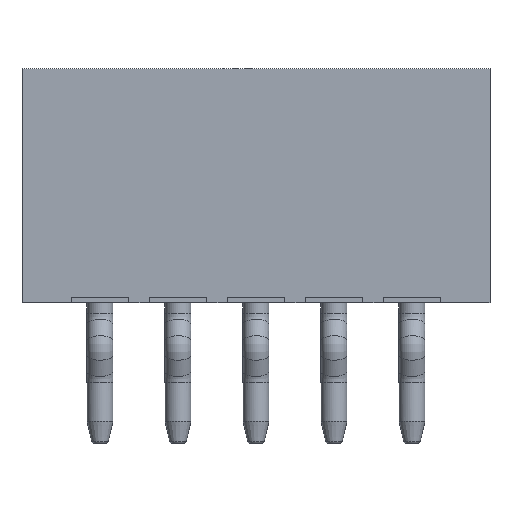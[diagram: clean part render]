
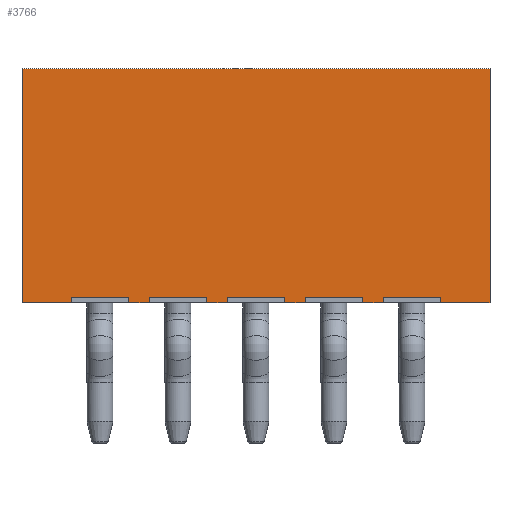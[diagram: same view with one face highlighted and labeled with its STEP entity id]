
A CAD part, front view. The second image highlights one B-rep face of the part: STEP entity #3766.
In plain terms, the highlighted face is planar.
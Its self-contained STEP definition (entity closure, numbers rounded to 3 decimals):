
#640=ORIENTED_EDGE('',*,*,#1254,.T.);
#641=ORIENTED_EDGE('',*,*,#1032,.T.);
#642=ORIENTED_EDGE('',*,*,#1030,.T.);
#643=ORIENTED_EDGE('',*,*,#1027,.T.);
#644=ORIENTED_EDGE('',*,*,#1255,.T.);
#645=ORIENTED_EDGE('',*,*,#1054,.T.);
#646=ORIENTED_EDGE('',*,*,#1052,.T.);
#647=ORIENTED_EDGE('',*,*,#1049,.T.);
#648=ORIENTED_EDGE('',*,*,#1256,.T.);
#649=ORIENTED_EDGE('',*,*,#1076,.T.);
#650=ORIENTED_EDGE('',*,*,#1074,.T.);
#651=ORIENTED_EDGE('',*,*,#1071,.T.);
#652=ORIENTED_EDGE('',*,*,#1257,.T.);
#653=ORIENTED_EDGE('',*,*,#1098,.T.);
#654=ORIENTED_EDGE('',*,*,#1096,.T.);
#655=ORIENTED_EDGE('',*,*,#1093,.T.);
#656=ORIENTED_EDGE('',*,*,#1258,.T.);
#657=ORIENTED_EDGE('',*,*,#1152,.T.);
#658=ORIENTED_EDGE('',*,*,#1150,.T.);
#659=ORIENTED_EDGE('',*,*,#1147,.T.);
#660=ORIENTED_EDGE('',*,*,#1259,.T.);
#661=ORIENTED_EDGE('',*,*,#1235,.F.);
#662=ORIENTED_EDGE('',*,*,#1229,.F.);
#663=ORIENTED_EDGE('',*,*,#1242,.T.);
#1027=EDGE_CURVE('',#1419,#1420,#1711,.T.);
#1030=EDGE_CURVE('',#1421,#1419,#1714,.T.);
#1032=EDGE_CURVE('',#1422,#1421,#1716,.T.);
#1049=EDGE_CURVE('',#1435,#1436,#1733,.T.);
#1052=EDGE_CURVE('',#1437,#1435,#1736,.T.);
#1054=EDGE_CURVE('',#1438,#1437,#1738,.T.);
#1071=EDGE_CURVE('',#1451,#1452,#1755,.T.);
#1074=EDGE_CURVE('',#1453,#1451,#1758,.T.);
#1076=EDGE_CURVE('',#1454,#1453,#1760,.T.);
#1093=EDGE_CURVE('',#1467,#1468,#1777,.T.);
#1096=EDGE_CURVE('',#1469,#1467,#1780,.T.);
#1098=EDGE_CURVE('',#1470,#1469,#1782,.T.);
#1147=EDGE_CURVE('',#1507,#1508,#1831,.T.);
#1150=EDGE_CURVE('',#1509,#1507,#1834,.T.);
#1152=EDGE_CURVE('',#1510,#1509,#1836,.T.);
#1229=EDGE_CURVE('',#1559,#1560,#1913,.T.);
#1235=EDGE_CURVE('',#1560,#1563,#1919,.T.);
#1242=EDGE_CURVE('',#1559,#1566,#1926,.T.);
#1254=EDGE_CURVE('',#1566,#1422,#1933,.T.);
#1255=EDGE_CURVE('',#1420,#1438,#1934,.T.);
#1256=EDGE_CURVE('',#1436,#1454,#1935,.T.);
#1257=EDGE_CURVE('',#1452,#1470,#1936,.T.);
#1258=EDGE_CURVE('',#1468,#1510,#1937,.T.);
#1259=EDGE_CURVE('',#1508,#1563,#1938,.T.);
#1419=VERTEX_POINT('',#4800);
#1420=VERTEX_POINT('',#4801);
#1421=VERTEX_POINT('',#4806);
#1422=VERTEX_POINT('',#4810);
#1435=VERTEX_POINT('',#4846);
#1436=VERTEX_POINT('',#4847);
#1437=VERTEX_POINT('',#4852);
#1438=VERTEX_POINT('',#4856);
#1451=VERTEX_POINT('',#4892);
#1452=VERTEX_POINT('',#4893);
#1453=VERTEX_POINT('',#4898);
#1454=VERTEX_POINT('',#4902);
#1467=VERTEX_POINT('',#4938);
#1468=VERTEX_POINT('',#4939);
#1469=VERTEX_POINT('',#4944);
#1470=VERTEX_POINT('',#4948);
#1507=VERTEX_POINT('',#5050);
#1508=VERTEX_POINT('',#5051);
#1509=VERTEX_POINT('',#5056);
#1510=VERTEX_POINT('',#5060);
#1559=VERTEX_POINT('',#5212);
#1560=VERTEX_POINT('',#5214);
#1563=VERTEX_POINT('',#5226);
#1566=VERTEX_POINT('',#5236);
#1711=LINE('',#4799,#1943);
#1714=LINE('',#4805,#1946);
#1716=LINE('',#4809,#1948);
#1733=LINE('',#4845,#1965);
#1736=LINE('',#4851,#1968);
#1738=LINE('',#4855,#1970);
#1755=LINE('',#4891,#1987);
#1758=LINE('',#4897,#1990);
#1760=LINE('',#4901,#1992);
#1777=LINE('',#4937,#2009);
#1780=LINE('',#4943,#2012);
#1782=LINE('',#4947,#2014);
#1831=LINE('',#5049,#2063);
#1834=LINE('',#5055,#2066);
#1836=LINE('',#5059,#2068);
#1913=LINE('',#5213,#2145);
#1919=LINE('',#5225,#2151);
#1926=LINE('',#5237,#2158);
#1933=LINE('',#5258,#2165);
#1934=LINE('',#5259,#2166);
#1935=LINE('',#5260,#2167);
#1936=LINE('',#5261,#2168);
#1937=LINE('',#5262,#2169);
#1938=LINE('',#5263,#2170);
#1943=VECTOR('',#4088,1000.);
#1946=VECTOR('',#4093,1000.);
#1948=VECTOR('',#4097,1000.);
#1965=VECTOR('',#4126,1000.);
#1968=VECTOR('',#4131,1000.);
#1970=VECTOR('',#4135,1000.);
#1987=VECTOR('',#4164,1000.);
#1990=VECTOR('',#4169,1000.);
#1992=VECTOR('',#4173,1000.);
#2009=VECTOR('',#4202,1000.);
#2012=VECTOR('',#4207,1000.);
#2014=VECTOR('',#4211,1000.);
#2063=VECTOR('',#4292,1000.);
#2066=VECTOR('',#4297,1000.);
#2068=VECTOR('',#4301,1000.);
#2145=VECTOR('',#4432,1000.);
#2151=VECTOR('',#4444,1000.);
#2158=VECTOR('',#4453,1000.);
#2165=VECTOR('',#4478,1000.);
#2166=VECTOR('',#4479,1000.);
#2167=VECTOR('',#4480,1000.);
#2168=VECTOR('',#4481,1000.);
#2169=VECTOR('',#4482,1000.);
#2170=VECTOR('',#4483,1000.);
#2260=EDGE_LOOP('',(#640,#641,#642,#643,#644,#645,#646,#647,#648,#649,#650,
#651,#652,#653,#654,#655,#656,#657,#658,#659,#660,#661,#662,#663));
#2456=FACE_BOUND('',#2260,.T.);
#2643=PLANE('',#3925);
#3766=ADVANCED_FACE('',(#2456),#2643,.T.);
#3925=AXIS2_PLACEMENT_3D('',#5257,#4476,#4477);
#4088=DIRECTION('',(0.,0.,-1.));
#4093=DIRECTION('',(-1.,0.,0.));
#4097=DIRECTION('',(0.,0.,1.));
#4126=DIRECTION('',(0.,0.,-1.));
#4131=DIRECTION('',(-1.,0.,0.));
#4135=DIRECTION('',(0.,0.,1.));
#4164=DIRECTION('',(0.,0.,-1.));
#4169=DIRECTION('',(-1.,0.,0.));
#4173=DIRECTION('',(0.,0.,1.));
#4202=DIRECTION('',(0.,0.,-1.));
#4207=DIRECTION('',(-1.,0.,0.));
#4211=DIRECTION('',(0.,0.,1.));
#4292=DIRECTION('',(0.,0.,-1.));
#4297=DIRECTION('',(-1.,0.,0.));
#4301=DIRECTION('',(0.,0.,1.));
#4432=DIRECTION('',(-1.,0.,0.));
#4444=DIRECTION('',(0.,0.,-1.));
#4453=DIRECTION('',(0.,0.,-1.));
#4476=DIRECTION('',(0.,1.,0.));
#4477=DIRECTION('',(0.,0.,1.));
#4478=DIRECTION('',(-1.,0.,0.));
#4479=DIRECTION('',(-1.,0.,0.));
#4480=DIRECTION('',(-1.,0.,0.));
#4481=DIRECTION('',(-1.,0.,0.));
#4482=DIRECTION('',(-1.,0.,0.));
#4483=DIRECTION('',(-1.,0.,0.));
#4799=CARTESIAN_POINT('',(2.45,1.75,-2.15));
#4800=CARTESIAN_POINT('',(2.45,1.75,-2.15));
#4801=CARTESIAN_POINT('',(2.45,1.75,-2.25));
#4805=CARTESIAN_POINT('',(3.55,1.75,-2.15));
#4806=CARTESIAN_POINT('',(3.55,1.75,-2.15));
#4809=CARTESIAN_POINT('',(3.55,1.75,-2.25));
#4810=CARTESIAN_POINT('',(3.55,1.75,-2.25));
#4845=CARTESIAN_POINT('',(0.95,1.75,-2.15));
#4846=CARTESIAN_POINT('',(0.95,1.75,-2.15));
#4847=CARTESIAN_POINT('',(0.95,1.75,-2.25));
#4851=CARTESIAN_POINT('',(2.05,1.75,-2.15));
#4852=CARTESIAN_POINT('',(2.05,1.75,-2.15));
#4855=CARTESIAN_POINT('',(2.05,1.75,-2.25));
#4856=CARTESIAN_POINT('',(2.05,1.75,-2.25));
#4891=CARTESIAN_POINT('',(-0.55,1.75,-2.15));
#4892=CARTESIAN_POINT('',(-0.55,1.75,-2.15));
#4893=CARTESIAN_POINT('',(-0.55,1.75,-2.25));
#4897=CARTESIAN_POINT('',(0.55,1.75,-2.15));
#4898=CARTESIAN_POINT('',(0.55,1.75,-2.15));
#4901=CARTESIAN_POINT('',(0.55,1.75,-2.25));
#4902=CARTESIAN_POINT('',(0.55,1.75,-2.25));
#4937=CARTESIAN_POINT('',(-2.05,1.75,-2.15));
#4938=CARTESIAN_POINT('',(-2.05,1.75,-2.15));
#4939=CARTESIAN_POINT('',(-2.05,1.75,-2.25));
#4943=CARTESIAN_POINT('',(-0.95,1.75,-2.15));
#4944=CARTESIAN_POINT('',(-0.95,1.75,-2.15));
#4947=CARTESIAN_POINT('',(-0.95,1.75,-2.25));
#4948=CARTESIAN_POINT('',(-0.95,1.75,-2.25));
#5049=CARTESIAN_POINT('',(-3.55,1.75,-2.15));
#5050=CARTESIAN_POINT('',(-3.55,1.75,-2.15));
#5051=CARTESIAN_POINT('',(-3.55,1.75,-2.25));
#5055=CARTESIAN_POINT('',(-2.45,1.75,-2.15));
#5056=CARTESIAN_POINT('',(-2.45,1.75,-2.15));
#5059=CARTESIAN_POINT('',(-2.45,1.75,-2.25));
#5060=CARTESIAN_POINT('',(-2.45,1.75,-2.25));
#5212=CARTESIAN_POINT('',(4.5,1.75,2.25));
#5213=CARTESIAN_POINT('',(4.5,1.75,2.25));
#5214=CARTESIAN_POINT('',(-4.5,1.75,2.25));
#5225=CARTESIAN_POINT('',(-4.5,1.75,2.25));
#5226=CARTESIAN_POINT('',(-4.5,1.75,-2.25));
#5236=CARTESIAN_POINT('',(4.5,1.75,-2.25));
#5237=CARTESIAN_POINT('',(4.5,1.75,2.25));
#5257=CARTESIAN_POINT('',(4.5,1.75,2.25));
#5258=CARTESIAN_POINT('',(4.5,1.75,-2.25));
#5259=CARTESIAN_POINT('',(4.5,1.75,-2.25));
#5260=CARTESIAN_POINT('',(4.5,1.75,-2.25));
#5261=CARTESIAN_POINT('',(4.5,1.75,-2.25));
#5262=CARTESIAN_POINT('',(4.5,1.75,-2.25));
#5263=CARTESIAN_POINT('',(4.5,1.75,-2.25));
